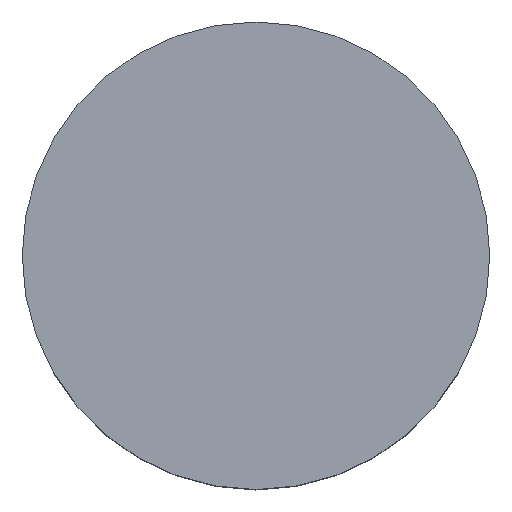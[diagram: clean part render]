
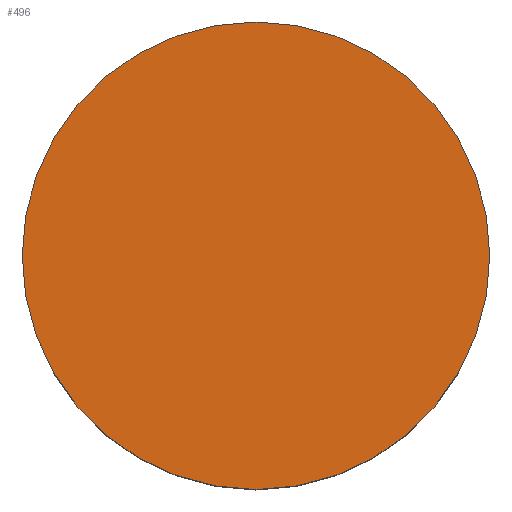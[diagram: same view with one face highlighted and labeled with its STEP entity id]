
A CAD part, top view. The second image highlights one B-rep face of the part: STEP entity #496.
In plain terms, the highlighted planar face has unit normal (0, 0, 1).
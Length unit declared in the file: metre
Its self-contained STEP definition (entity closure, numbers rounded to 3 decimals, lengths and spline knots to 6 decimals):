
#19=PLANE('',#555);
#219=ORIENTED_EDGE('',*,*,#272,.T.);
#272=EDGE_CURVE('',#345,#345,#394,.T.);
#345=VERTEX_POINT('',#733);
#394=CIRCLE('',#525,0.01);
#432=EDGE_LOOP('',(#219));
#460=FACE_BOUND('',#432,.T.);
#496=ADVANCED_FACE('',(#460),#19,.T.);
#525=AXIS2_PLACEMENT_3D('',#732,#580,#581);
#555=AXIS2_PLACEMENT_3D('',#857,#686,#687);
#580=DIRECTION('',(0.,0.,1.));
#581=DIRECTION('',(1.,0.,0.));
#686=DIRECTION('',(0.,0.,1.));
#687=DIRECTION('',(1.,0.,0.));
#732=CARTESIAN_POINT('',(0.,0.,0.03035));
#733=CARTESIAN_POINT('',(0.01,0.,0.03035));
#857=CARTESIAN_POINT('',(0.,0.,0.03035));
